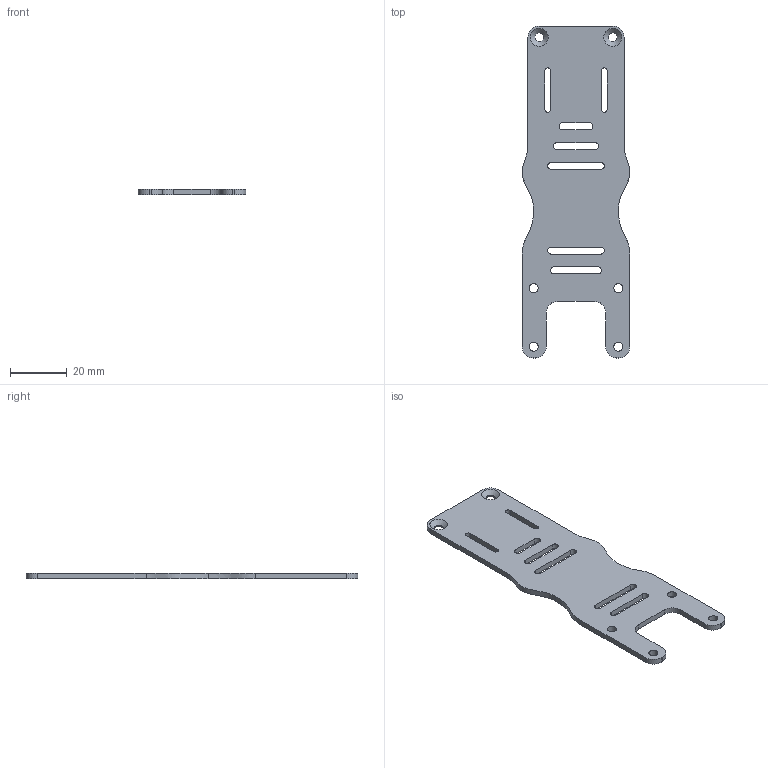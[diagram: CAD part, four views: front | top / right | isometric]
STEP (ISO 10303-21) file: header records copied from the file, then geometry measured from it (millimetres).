
FILE_DESCRIPTION(/* description */ (''),/* implementation_level */ '2;1');
FILE_NAME(/* name */ 'top_plate_countersunk.step',/* time_stamp */ '2025-07-17T16:12:54-07:00',/* author */ (''),/* organization */ (''),/* preprocessor_version */ 'ST-DEVELOPER v20.1',/* originating_system */ 'Autodesk Translation Framework v14.10.0.0',/* authorisation */ '');
FILE_SCHEMA (('AUTOMOTIVE_DESIGN { 1 0 10303 214 3 1 1 }'));
Length unit declared in the file: millimetre
Products named in the file (2): PNWFX1; Top Plate
Assembly tree (1 placements, depth 2):
  PNWFX1
    Top Plate
Bounding box: 38.06 x 117.5 x 2 mm (x, y, z)
Volume: 6768.5 mm3; surface area: 8090 mm2
Topology: 1 solids, 1 shells, 60 faces, 173 edges, 115 vertices
Faces by surface type: cylinder 28, plane 26, bspline 4, cone 2
Full cylindrical faces by diameter (mm): 3.2 x6
Entity records: 2249 total; most frequent: CARTESIAN_POINT 547, ORIENTED_EDGE 346, DIRECTION 342, EDGE_CURVE 173, AXIS2_PLACEMENT_3D 118, VERTEX_POINT 115, LINE 106, VECTOR 106
